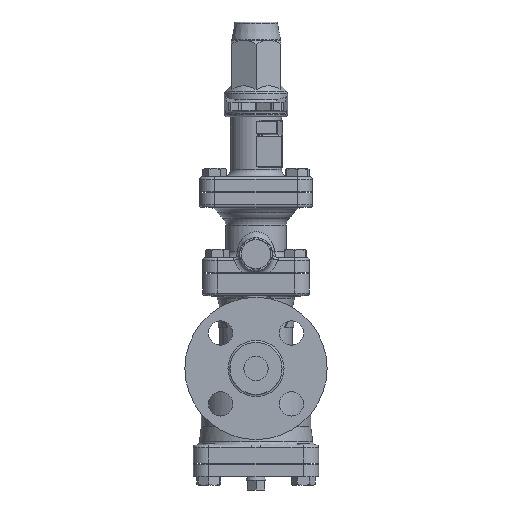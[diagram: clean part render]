
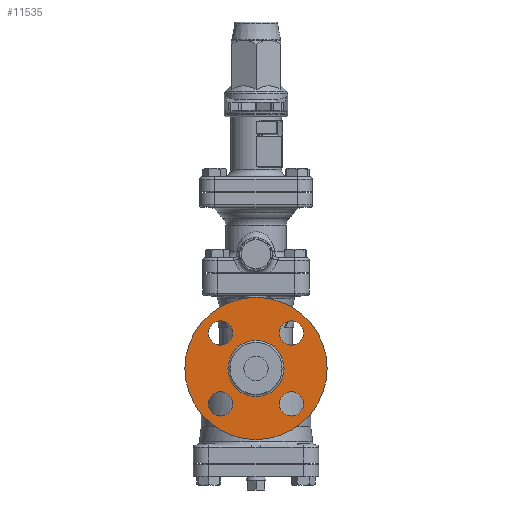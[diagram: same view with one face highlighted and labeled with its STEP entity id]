
A CAD part, left-side view. The second image highlights one B-rep face of the part: STEP entity #11535.
In plain terms, the highlighted planar face has unit normal (-1, 0, 0).
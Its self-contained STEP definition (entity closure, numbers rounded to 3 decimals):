
#1101=FACE_BOUND('',#3290,.T.);
#1102=FACE_BOUND('',#3291,.T.);
#1103=FACE_BOUND('',#3292,.T.);
#1104=FACE_BOUND('',#3293,.T.);
#1105=FACE_BOUND('',#3294,.T.);
#1685=CIRCLE('',#12717,58.5);
#1689=CIRCLE('',#12724,23.05);
#1690=CIRCLE('',#12726,10.);
#1691=CIRCLE('',#12727,10.);
#1692=CIRCLE('',#12728,10.);
#1693=CIRCLE('',#12729,10.);
#2409=FACE_OUTER_BOUND('',#3289,.T.);
#3289=EDGE_LOOP('',(#10483));
#3290=EDGE_LOOP('',(#10484));
#3291=EDGE_LOOP('',(#10485));
#3292=EDGE_LOOP('',(#10486));
#3293=EDGE_LOOP('',(#10487));
#3294=EDGE_LOOP('',(#10488));
#5579=VERTEX_POINT('',#33651);
#5583=VERTEX_POINT('',#33662);
#5584=VERTEX_POINT('',#33665);
#5585=VERTEX_POINT('',#33667);
#5586=VERTEX_POINT('',#33669);
#5587=VERTEX_POINT('',#33671);
#7227=EDGE_CURVE('',#5579,#5579,#1685,.T.);
#7231=EDGE_CURVE('',#5583,#5583,#1689,.T.);
#7232=EDGE_CURVE('',#5584,#5584,#1690,.T.);
#7233=EDGE_CURVE('',#5585,#5585,#1691,.T.);
#7234=EDGE_CURVE('',#5586,#5586,#1692,.T.);
#7235=EDGE_CURVE('',#5587,#5587,#1693,.T.);
#10483=ORIENTED_EDGE('',*,*,#7227,.F.);
#10484=ORIENTED_EDGE('',*,*,#7232,.F.);
#10485=ORIENTED_EDGE('',*,*,#7233,.F.);
#10486=ORIENTED_EDGE('',*,*,#7234,.F.);
#10487=ORIENTED_EDGE('',*,*,#7235,.F.);
#10488=ORIENTED_EDGE('',*,*,#7231,.F.);
#10821=PLANE('',#12725);
#11535=ADVANCED_FACE('',(#2409,#1101,#1102,#1103,#1104,#1105),#10821,.T.);
#12717=AXIS2_PLACEMENT_3D('',#33652,#15670,#15671);
#12724=AXIS2_PLACEMENT_3D('',#33663,#15684,#15685);
#12725=AXIS2_PLACEMENT_3D('',#33664,#15686,#15687);
#12726=AXIS2_PLACEMENT_3D('',#33666,#15688,#15689);
#12727=AXIS2_PLACEMENT_3D('',#33668,#15690,#15691);
#12728=AXIS2_PLACEMENT_3D('',#33670,#15692,#15693);
#12729=AXIS2_PLACEMENT_3D('',#33672,#15694,#15695);
#15670=DIRECTION('center_axis',(1.,0.,0.));
#15671=DIRECTION('ref_axis',(0.,0.,1.));
#15684=DIRECTION('center_axis',(-1.,0.,0.));
#15685=DIRECTION('ref_axis',(0.,0.,
1.));
#15686=DIRECTION('center_axis',(-1.,0.,0.));
#15687=DIRECTION('ref_axis',(0.,0.,1.));
#15688=DIRECTION('center_axis',(-1.,0.,0.));
#15689=DIRECTION('ref_axis',(0.,-1.,0.));
#15690=DIRECTION('center_axis',(-1.,0.,0.));
#15691=DIRECTION('ref_axis',(0.,0.,
1.));
#15692=DIRECTION('center_axis',(-1.,0.,0.));
#15693=DIRECTION('ref_axis',(0.,1.,0.));
#15694=DIRECTION('center_axis',(-1.,0.,0.));
#15695=DIRECTION('ref_axis',(0.,0.,-1.));
#33651=CARTESIAN_POINT('',(-89.4,0.,19.5));
#33652=CARTESIAN_POINT('Origin',(-89.4,0.,78.));
#33662=CARTESIAN_POINT('',(-89.4,0.,54.95));
#33663=CARTESIAN_POINT('Origin',(-89.4,0.,78.));
#33664=CARTESIAN_POINT('Origin',(-89.4,0.,78.));
#33665=CARTESIAN_POINT('',(-89.4,29.168,38.832));
#33666=CARTESIAN_POINT('Origin',(-89.4,29.168,48.832));
#33667=CARTESIAN_POINT('',(-89.4,-29.168,38.832));
#33668=CARTESIAN_POINT('Origin',(-89.4,-29.168,48.832));
#33669=CARTESIAN_POINT('',(-89.4,-29.168,97.168));
#33670=CARTESIAN_POINT('Origin',(-89.4,-29.168,107.168));
#33671=CARTESIAN_POINT('',(-89.4,29.168,97.168));
#33672=CARTESIAN_POINT('Origin',(-89.4,29.168,107.168));
